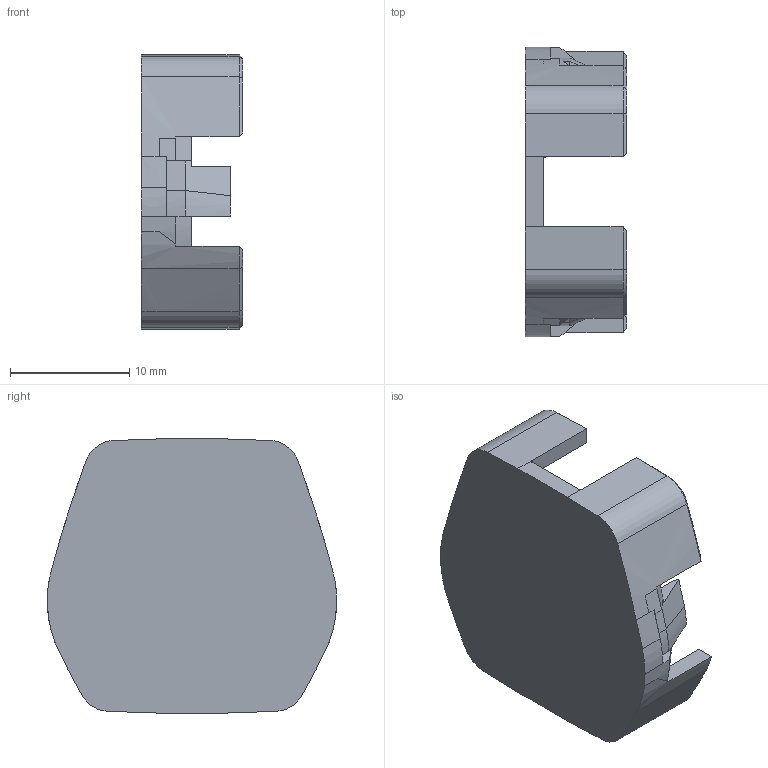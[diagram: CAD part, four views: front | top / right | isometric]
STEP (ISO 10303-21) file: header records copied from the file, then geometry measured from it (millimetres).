
FILE_DESCRIPTION(/* description */ (''),/* implementation_level */ '2;1');
FILE_NAME(/* name */ '07 0003 000 001_00-Loesewerkzeug.stp',/* time_stamp */ '2019-10-01T08:55:27+02:00',/* author */ (''),/* organization */ (''),/* preprocessor_version */ 'ST-DEVELOPER v16',/* originating_system */ 'SIEMENS PLM Software NX 11.0',/* authorisation */ '');
FILE_SCHEMA (('AUTOMOTIVE_DESIGN { 1 0 10303 214 3 1 1 1 }'));
Length unit declared in the file: millimetre
Products named in the file (1): rhen2170A913okr3
Bounding box: 8.5 x 24.28 x 22.99 mm (x, y, z)
Volume: 1273.9 mm3; surface area: 1950.6 mm2
Topology: 1 solids, 1 shells, 178 faces, 451 edges, 278 vertices
Faces by surface type: plane 73, cylinder 33, bspline 32, cone 20, extrusion 10, torus 10
Full cylindrical faces by diameter (mm): 9 x1
Entity records: 6342 total; most frequent: CARTESIAN_POINT 2323, ORIENTED_EDGE 900, DIRECTION 712, EDGE_CURVE 450, VERTEX_POINT 278, AXIS2_PLACEMENT_3D 241, VECTOR 230, LINE 220
